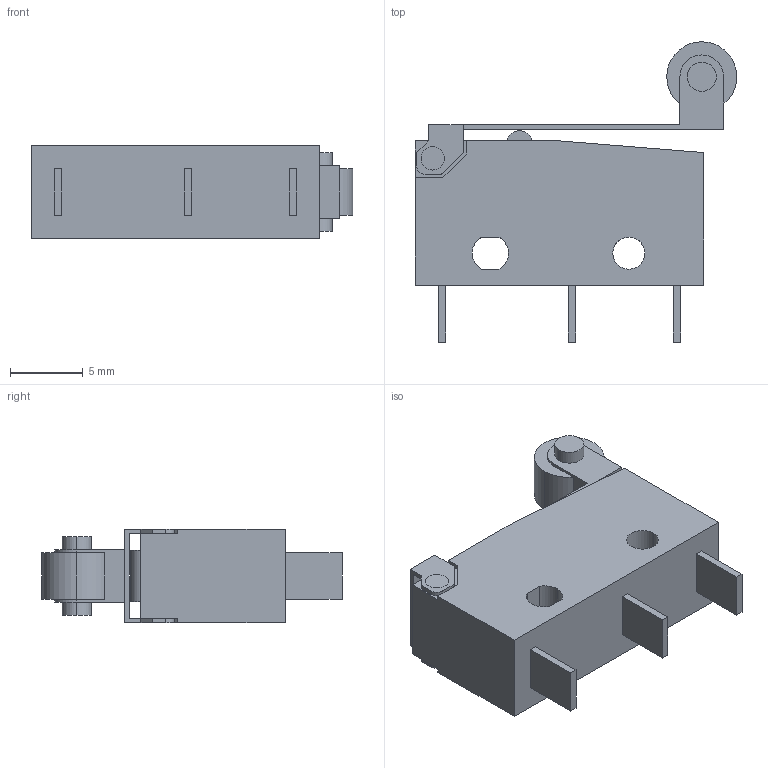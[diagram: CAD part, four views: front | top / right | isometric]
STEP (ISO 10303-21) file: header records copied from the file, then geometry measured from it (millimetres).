
FILE_DESCRIPTION(('STEP AP242'),'1');
FILE_NAME('ssg-5l2h.stp','2021-06-29T07:52:08',('TraceParts'),('TraceParts S.A.'),'Spatial InterOp 3D',' ',' ');
FILE_SCHEMA(('AP242_MANAGED_MODEL_BASED_3D_ENGINEERING_MIM_LF {1 0 10303 442 1 1 4}'));
Length unit declared in the file: millimetre
Products named in the file (1): ssg-5l2h_1
Bounding box: 22.05 x 20.6 x 6.4 mm (x, y, z)
Volume: 1300.2 mm3; surface area: 1229.2 mm2
Topology: 2 solids, 2 shells, 89 faces, 231 edges, 154 vertices
Faces by surface type: plane 61, cylinder 28
Entity records: 3469 total; most frequent: CARTESIAN_POINT 476, DIRECTION 469, ORIENTED_EDGE 462, EDGE_CURVE 231, LINE 175, VECTOR 175, VERTEX_POINT 154, AXIS2_PLACEMENT_3D 147
